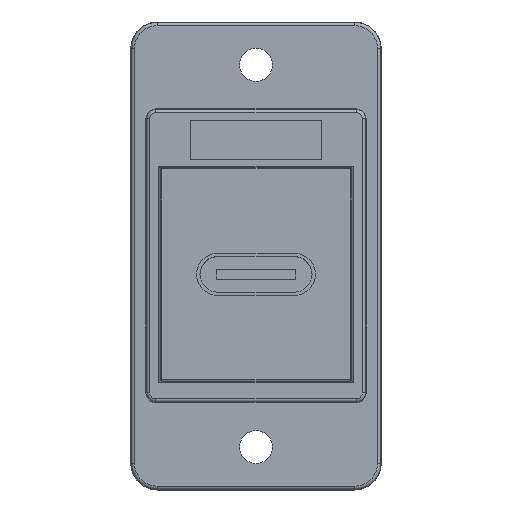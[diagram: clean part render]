
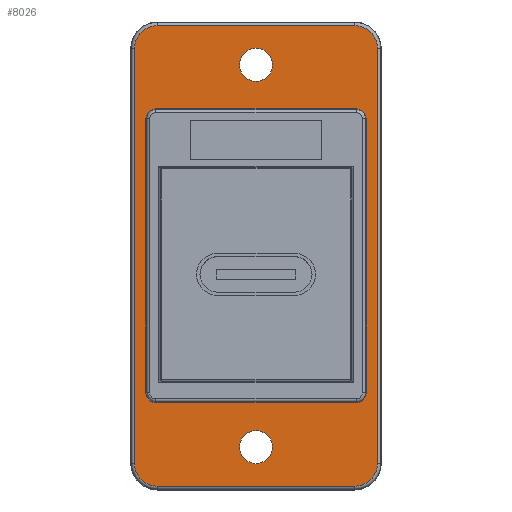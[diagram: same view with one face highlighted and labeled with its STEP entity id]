
A CAD part, top view. The second image highlights one B-rep face of the part: STEP entity #8026.
In plain terms, the highlighted planar face has unit normal (0, 0, 1).
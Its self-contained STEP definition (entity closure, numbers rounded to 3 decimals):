
#322=FACE_BOUND('',#980,.T.);
#323=FACE_BOUND('',#981,.T.);
#324=FACE_BOUND('',#982,.T.);
#364=CIRCLE('',#8487,0.75);
#365=CIRCLE('',#8490,0.75);
#369=CIRCLE('',#8498,1.714);
#373=CIRCLE('',#8504,1.714);
#377=CIRCLE('',#8510,1.714);
#381=CIRCLE('',#8516,1.714);
#384=CIRCLE('',#8524,0.75);
#385=CIRCLE('',#8525,0.75);
#386=CIRCLE('',#8526,1.25);
#387=CIRCLE('',#8527,1.25);
#529=FACE_OUTER_BOUND('',#979,.T.);
#979=EDGE_LOOP('',(#5554,#5555,#5556,#5557,#5558,#5559,#5560,#5561));
#980=EDGE_LOOP('',(#5562,#5563,#5564,#5565,#5566,#5567,#5568,#5569));
#981=EDGE_LOOP('',(#5570));
#982=EDGE_LOOP('',(#5571));
#1485=LINE('',#11415,#2428);
#1488=LINE('',#11423,#2431);
#1498=LINE('',#11449,#2441);
#1499=LINE('',#11460,#2442);
#1501=LINE('',#11472,#2444);
#1503=LINE('',#11484,#2446);
#1512=LINE('',#11509,#2455);
#1513=LINE('',#11513,#2456);
#2428=VECTOR('',#9171,10.);
#2431=VECTOR('',#9180,10.);
#2441=VECTOR('',#9198,10.);
#2442=VECTOR('',#9211,10.);
#2444=VECTOR('',#9225,10.);
#2446=VECTOR('',#9239,10.);
#2455=VECTOR('',#9268,10.);
#2456=VECTOR('',#9271,10.);
#3374=VERTEX_POINT('',#11407);
#3375=VERTEX_POINT('',#11409);
#3376=VERTEX_POINT('',#11413);
#3377=VERTEX_POINT('',#11417);
#3378=VERTEX_POINT('',#11421);
#3387=VERTEX_POINT('',#11442);
#3390=VERTEX_POINT('',#11447);
#3392=VERTEX_POINT('',#11452);
#3394=VERTEX_POINT('',#11458);
#3396=VERTEX_POINT('',#11464);
#3398=VERTEX_POINT('',#11470);
#3400=VERTEX_POINT('',#11476);
#3402=VERTEX_POINT('',#11482);
#3408=VERTEX_POINT('',#11508);
#3409=VERTEX_POINT('',#11510);
#3410=VERTEX_POINT('',#11512);
#3411=VERTEX_POINT('',#11515);
#3412=VERTEX_POINT('',#11517);
#4189=EDGE_CURVE('',#3374,#3375,#364,.F.);
#4192=EDGE_CURVE('',#3376,#3374,#1485,.T.);
#4194=EDGE_CURVE('',#3377,#3376,#365,.F.);
#4196=EDGE_CURVE('',#3378,#3377,#1488,.T.);
#4208=EDGE_CURVE('',#3390,#3387,#1498,.T.);
#4210=EDGE_CURVE('',#3392,#3390,#369,.T.);
#4213=EDGE_CURVE('',#3394,#3392,#1499,.T.);
#4216=EDGE_CURVE('',#3396,#3394,#373,.T.);
#4219=EDGE_CURVE('',#3398,#3396,#1501,.T.);
#4222=EDGE_CURVE('',#3400,#3398,#377,.T.);
#4225=EDGE_CURVE('',#3402,#3400,#1503,.T.);
#4228=EDGE_CURVE('',#3387,#3402,#381,.T.);
#4238=EDGE_CURVE('',#3375,#3408,#1512,.T.);
#4239=EDGE_CURVE('',#3409,#3378,#384,.F.);
#4240=EDGE_CURVE('',#3410,#3409,#1513,.T.);
#4241=EDGE_CURVE('',#3408,#3410,#385,.F.);
#4242=EDGE_CURVE('',#3411,#3411,#386,.T.);
#4243=EDGE_CURVE('',#3412,#3412,#387,.T.);
#5554=ORIENTED_EDGE('',*,*,#4208,.F.);
#5555=ORIENTED_EDGE('',*,*,#4210,.F.);
#5556=ORIENTED_EDGE('',*,*,#4213,.F.);
#5557=ORIENTED_EDGE('',*,*,#4216,.F.);
#5558=ORIENTED_EDGE('',*,*,#4219,.F.);
#5559=ORIENTED_EDGE('',*,*,#4222,.F.);
#5560=ORIENTED_EDGE('',*,*,#4225,.F.);
#5561=ORIENTED_EDGE('',*,*,#4228,.F.);
#5562=ORIENTED_EDGE('',*,*,#4238,.F.);
#5563=ORIENTED_EDGE('',*,*,#4189,.F.);
#5564=ORIENTED_EDGE('',*,*,#4192,.F.);
#5565=ORIENTED_EDGE('',*,*,#4194,.F.);
#5566=ORIENTED_EDGE('',*,*,#4196,.F.);
#5567=ORIENTED_EDGE('',*,*,#4239,.F.);
#5568=ORIENTED_EDGE('',*,*,#4240,.F.);
#5569=ORIENTED_EDGE('',*,*,#4241,.F.);
#5570=ORIENTED_EDGE('',*,*,#4242,.T.);
#5571=ORIENTED_EDGE('',*,*,#4243,.T.);
#7684=PLANE('',#8523);
#8026=ADVANCED_FACE('',(#529,#322,#323,#324),#7684,.T.);
#8487=AXIS2_PLACEMENT_3D('',#11410,#9165,#9166);
#8490=AXIS2_PLACEMENT_3D('',#11419,#9175,#9176);
#8498=AXIS2_PLACEMENT_3D('',#11454,#9203,#9204);
#8504=AXIS2_PLACEMENT_3D('',#11466,#9217,#9218);
#8510=AXIS2_PLACEMENT_3D('',#11478,#9231,#9232);
#8516=AXIS2_PLACEMENT_3D('',#11488,#9245,#9246);
#8523=AXIS2_PLACEMENT_3D('',#11507,#9266,#9267);
#8524=AXIS2_PLACEMENT_3D('',#11511,#9269,#9270);
#8525=AXIS2_PLACEMENT_3D('',#11514,#9272,#9273);
#8526=AXIS2_PLACEMENT_3D('',#11516,#9274,#9275);
#8527=AXIS2_PLACEMENT_3D('',#11518,#9276,#9277);
#9165=DIRECTION('center_axis',(0.,0.,-1.));
#9166=DIRECTION('ref_axis',(0.707,0.707,0.));
#9171=DIRECTION('',(0.,1.,0.));
#9175=DIRECTION('center_axis',(0.,0.,-1.));
#9176=DIRECTION('ref_axis',(0.707,-0.707,0.));
#9180=DIRECTION('',(1.,0.,0.));
#9198=DIRECTION('',(-1.,0.,0.));
#9203=DIRECTION('center_axis',(0.,0.,-1.));
#9204=DIRECTION('ref_axis',(0.707,-0.707,0.));
#9211=DIRECTION('',(0.,-1.,0.));
#9217=DIRECTION('center_axis',(0.,0.,-1.));
#9218=DIRECTION('ref_axis',(0.707,0.707,0.));
#9225=DIRECTION('',(1.,0.,0.));
#9231=DIRECTION('center_axis',(0.,0.,-1.));
#9232=DIRECTION('ref_axis',(-0.707,0.707,0.));
#9239=DIRECTION('',(0.,1.,0.));
#9245=DIRECTION('center_axis',(0.,0.,-1.));
#9246=DIRECTION('ref_axis',(-0.707,-0.707,0.));
#9266=DIRECTION('center_axis',(0.,0.,1.));
#9267=DIRECTION('ref_axis',(0.,-1.,0.));
#9268=DIRECTION('',(-1.,0.,0.));
#9269=DIRECTION('center_axis',(0.,0.,-1.));
#9270=DIRECTION('ref_axis',(-0.707,-0.707,0.));
#9271=DIRECTION('',(0.,-1.,0.));
#9272=DIRECTION('center_axis',(0.,0.,-1.));
#9273=DIRECTION('ref_axis',(-0.707,0.707,0.));
#9274=DIRECTION('center_axis',(0.,0.,-1.));
#9275=DIRECTION('ref_axis',(0.,-1.,0.));
#9276=DIRECTION('center_axis',(0.,0.,-1.));
#9277=DIRECTION('ref_axis',(0.,-1.,0.));
#11407=CARTESIAN_POINT('',(8.35,11.8,-2.8));
#11409=CARTESIAN_POINT('',(7.6,12.55,-2.8));
#11410=CARTESIAN_POINT('Origin',(7.6,11.8,-2.8));
#11413=CARTESIAN_POINT('',(8.35,-9.,-2.8));
#11415=CARTESIAN_POINT('',(8.35,6.975,-2.8));
#11417=CARTESIAN_POINT('',(7.6,-9.75,-2.8));
#11419=CARTESIAN_POINT('Origin',(7.6,-9.,-2.8));
#11421=CARTESIAN_POINT('',(-7.6,-9.75,-2.8));
#11423=CARTESIAN_POINT('',(4.175,-9.75,-2.8));
#11442=CARTESIAN_POINT('',(-7.5,-16.064,-2.8));
#11447=CARTESIAN_POINT('',(7.5,-16.064,-2.8));
#11449=CARTESIAN_POINT('',(4.75,-16.064,-2.8));
#11452=CARTESIAN_POINT('',(9.214,-14.35,-2.8));
#11454=CARTESIAN_POINT('Origin',(7.5,-14.35,-2.8));
#11458=CARTESIAN_POINT('',(9.214,17.15,-2.8));
#11460=CARTESIAN_POINT('',(9.214,10.275,-2.8));
#11464=CARTESIAN_POINT('',(7.5,18.864,-2.8));
#11466=CARTESIAN_POINT('Origin',(7.5,17.15,-2.8));
#11470=CARTESIAN_POINT('',(-7.5,18.864,-2.8));
#11472=CARTESIAN_POINT('',(-4.75,18.864,-2.8));
#11476=CARTESIAN_POINT('',(-9.214,17.15,-2.8));
#11478=CARTESIAN_POINT('Origin',(-7.5,17.15,-2.8));
#11482=CARTESIAN_POINT('',(-9.214,-14.35,-2.8));
#11484=CARTESIAN_POINT('',(-9.214,-7.475,-2.8));
#11488=CARTESIAN_POINT('Origin',(-7.5,-14.35,-2.8));
#11507=CARTESIAN_POINT('Origin',(0.,1.4,-2.8));
#11508=CARTESIAN_POINT('',(-7.6,12.55,-2.8));
#11509=CARTESIAN_POINT('',(-4.175,12.55,-2.8));
#11510=CARTESIAN_POINT('',(-8.35,-9.,-2.8));
#11511=CARTESIAN_POINT('Origin',(-7.6,-9.,-2.8));
#11512=CARTESIAN_POINT('',(-8.35,11.8,-2.8));
#11513=CARTESIAN_POINT('',(-8.35,-4.175,-2.8));
#11514=CARTESIAN_POINT('Origin',(-7.6,11.8,-2.8));
#11515=CARTESIAN_POINT('',(0.,17.15,-2.8));
#11516=CARTESIAN_POINT('Origin',(0.,15.9,-2.8));
#11517=CARTESIAN_POINT('',(0.,-11.85,-2.8));
#11518=CARTESIAN_POINT('Origin',(0.,-13.1,-2.8));
